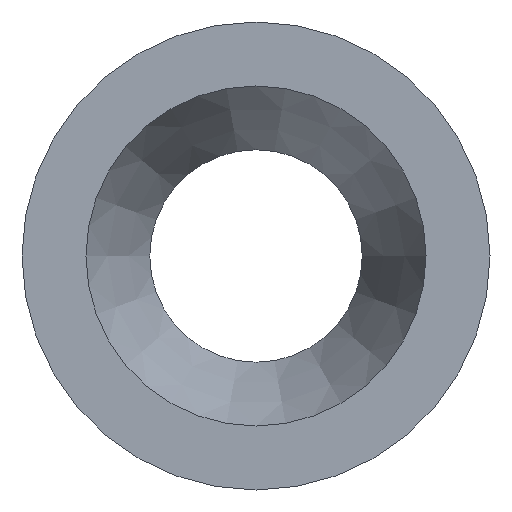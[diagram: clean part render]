
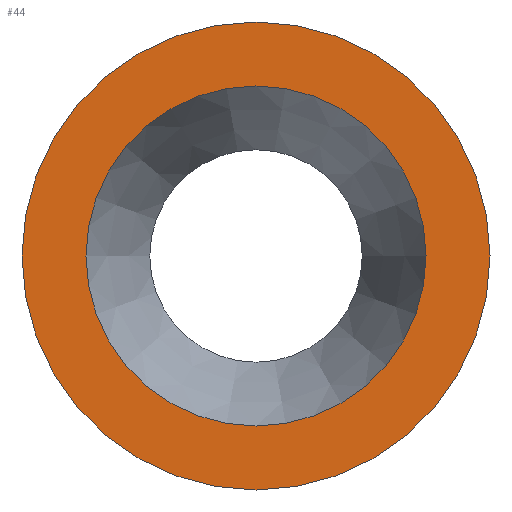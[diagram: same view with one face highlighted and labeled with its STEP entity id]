
A CAD part, left-side view. The second image highlights one B-rep face of the part: STEP entity #44.
In plain terms, the highlighted planar face has unit normal (-1, 0, 0).
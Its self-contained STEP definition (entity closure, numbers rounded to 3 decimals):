
#44 = ADVANCED_FACE( '', ( #89, #90 ), #91, .T. );
#89 = FACE_BOUND( '', #128, .T. );
#90 = FACE_OUTER_BOUND( '', #129, .T. );
#91 = PLANE( '', #130 );
#128 = EDGE_LOOP( '', ( #173 ) );
#129 = EDGE_LOOP( '', ( #174 ) );
#130 = AXIS2_PLACEMENT_3D( '', #175, #176, #177 );
#173 = ORIENTED_EDGE( '', *, *, #192, .T. );
#174 = ORIENTED_EDGE( '', *, *, #196, .F. );
#175 = CARTESIAN_POINT( '', ( 0., 200., 0. ) );
#176 = DIRECTION( '', ( -1., 0., 0. ) );
#177 = DIRECTION( '', ( 0., -1., 0. ) );
#192 = EDGE_CURVE( '', #213, #213, #214, .T. );
#196 = EDGE_CURVE( '', #219, #219, #220, .T. );
#213 = VERTEX_POINT( '', #237 );
#214 = CIRCLE( '', #238, 145.3 );
#219 = VERTEX_POINT( '', #243 );
#220 = CIRCLE( '', #244, 200. );
#237 = CARTESIAN_POINT( '', ( 0., 145.3, 0. ) );
#238 = AXIS2_PLACEMENT_3D( '', #263, #264, #265 );
#243 = CARTESIAN_POINT( '', ( 0., 200., 0. ) );
#244 = AXIS2_PLACEMENT_3D( '', #269, #270, #271 );
#263 = CARTESIAN_POINT( '', ( 0., 0., 0. ) );
#264 = DIRECTION( '', ( 1., 0., 0. ) );
#265 = DIRECTION( '', ( 0., 1., 0. ) );
#269 = CARTESIAN_POINT( '', ( 0., 0., 0. ) );
#270 = DIRECTION( '', ( 1., 0., 0. ) );
#271 = DIRECTION( '', ( 0., 1., 0. ) );
